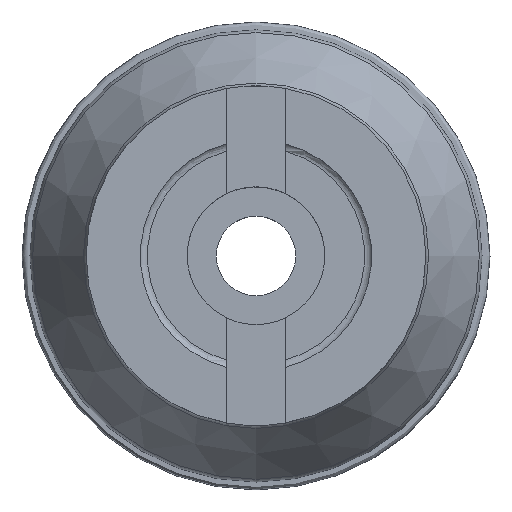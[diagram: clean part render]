
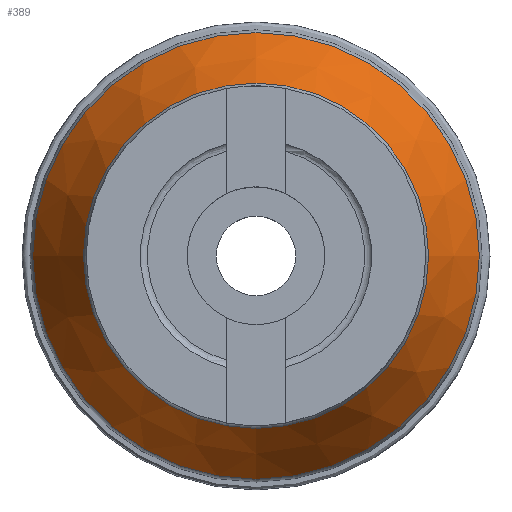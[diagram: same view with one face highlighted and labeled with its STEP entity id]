
A CAD part, top view. The second image highlights one B-rep face of the part: STEP entity #389.
In plain terms, the highlighted conical face has half-angle 29.128 degrees and reference radius 23.5 mm.
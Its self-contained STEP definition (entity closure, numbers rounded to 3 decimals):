
#161=CONICAL_SURFACE('',#661,23.5,29.128);
#172=EDGE_LOOP('',(#223));
#173=EDGE_LOOP('',(#224));
#223=ORIENTED_EDGE('',*,*,#317,.T.);
#224=ORIENTED_EDGE('',*,*,#318,.T.);
#317=EDGE_CURVE('',#464,#464,#357,.T.);
#318=EDGE_CURVE('',#465,#465,#358,.T.);
#357=CIRCLE('',#659,30.9);
#358=CIRCLE('',#660,23.879);
#389=ADVANCED_FACE('',(#425,#426),#161,.T.);
#425=FACE_BOUND('',#172,.T.);
#426=FACE_BOUND('',#173,.T.);
#464=VERTEX_POINT('',#978);
#465=VERTEX_POINT('',#980);
#659=AXIS2_PLACEMENT_3D('',#977,#776,#777);
#660=AXIS2_PLACEMENT_3D('',#979,#778,#779);
#661=AXIS2_PLACEMENT_3D('',#981,#780,#781);
#776=DIRECTION('',(0.,0.,1.));
#777=DIRECTION('',(-1.,0.,0.));
#778=DIRECTION('',(0.,0.,-1.));
#779=DIRECTION('',(1.,0.,0.));
#780=DIRECTION('',(0.,0.,-1.));
#781=DIRECTION('',(1.,0.,0.));
#977=CARTESIAN_POINT('',(0.,0.,-23.281));
#978=CARTESIAN_POINT('',(-30.9,0.,-23.281));
#979=CARTESIAN_POINT('',(0.,0.,-10.681));
#980=CARTESIAN_POINT('',(23.879,0.,-10.681));
#981=CARTESIAN_POINT('',(0.,0.,-10.));
